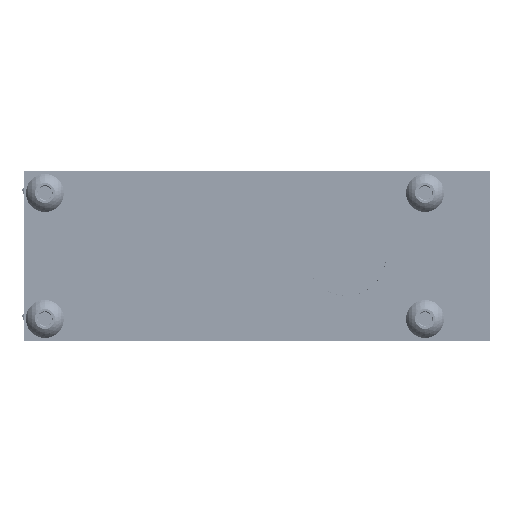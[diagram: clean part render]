
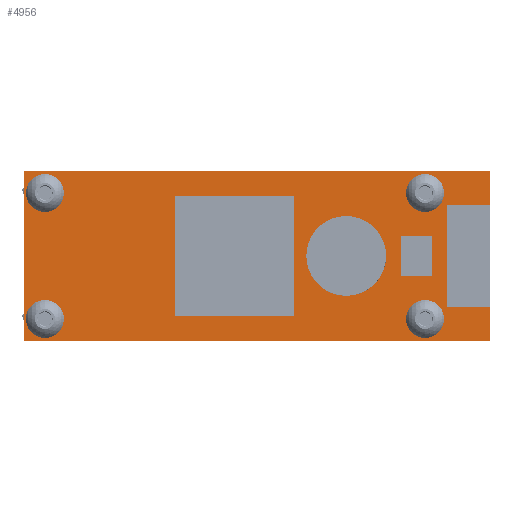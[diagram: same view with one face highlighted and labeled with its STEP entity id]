
A CAD part, top view. The second image highlights one B-rep face of the part: STEP entity #4956.
In plain terms, the highlighted face is planar.
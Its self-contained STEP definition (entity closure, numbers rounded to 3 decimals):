
#886=CIRCLE('',#6098,1.5);
#887=CIRCLE('',#6099,1.5);
#888=CIRCLE('',#6100,1.5);
#889=CIRCLE('',#6101,1.5);
#929=PLANE('',#6097);
#2391=ORIENTED_EDGE('',*,*,#3169,.T.);
#2392=ORIENTED_EDGE('',*,*,#3170,.T.);
#2393=ORIENTED_EDGE('',*,*,#3171,.F.);
#2394=ORIENTED_EDGE('',*,*,#3172,.F.);
#2395=ORIENTED_EDGE('',*,*,#3173,.F.);
#2396=ORIENTED_EDGE('',*,*,#3174,.F.);
#2397=ORIENTED_EDGE('',*,*,#3175,.T.);
#2398=ORIENTED_EDGE('',*,*,#3176,.T.);
#2399=ORIENTED_EDGE('',*,*,#3153,.T.);
#2400=ORIENTED_EDGE('',*,*,#3157,.T.);
#2401=ORIENTED_EDGE('',*,*,#3160,.T.);
#2402=ORIENTED_EDGE('',*,*,#3163,.T.);
#3153=EDGE_CURVE('',#3786,#3787,#4017,.T.);
#3157=EDGE_CURVE('',#3787,#3790,#4021,.T.);
#3160=EDGE_CURVE('',#3790,#3792,#4024,.T.);
#3163=EDGE_CURVE('',#3792,#3786,#4027,.T.);
#3169=EDGE_CURVE('',#3798,#3798,#886,.T.);
#3170=EDGE_CURVE('',#3799,#3799,#887,.T.);
#3171=EDGE_CURVE('',#3800,#3801,#4029,.T.);
#3172=EDGE_CURVE('',#3802,#3800,#4030,.T.);
#3173=EDGE_CURVE('',#3803,#3802,#4031,.T.);
#3174=EDGE_CURVE('',#3801,#3803,#4032,.T.);
#3175=EDGE_CURVE('',#3804,#3804,#888,.T.);
#3176=EDGE_CURVE('',#3805,#3805,#889,.T.);
#3786=VERTEX_POINT('',#16713);
#3787=VERTEX_POINT('',#16714);
#3790=VERTEX_POINT('',#16722);
#3792=VERTEX_POINT('',#16728);
#3798=VERTEX_POINT('',#16746);
#3799=VERTEX_POINT('',#16748);
#3800=VERTEX_POINT('',#16750);
#3801=VERTEX_POINT('',#16751);
#3802=VERTEX_POINT('',#16753);
#3803=VERTEX_POINT('',#16755);
#3804=VERTEX_POINT('',#16758);
#3805=VERTEX_POINT('',#16760);
#4017=LINE('',#16712,#4254);
#4021=LINE('',#16721,#4258);
#4024=LINE('',#16727,#4261);
#4027=LINE('',#16733,#4264);
#4029=LINE('',#16749,#4266);
#4030=LINE('',#16752,#4267);
#4031=LINE('',#16754,#4268);
#4032=LINE('',#16756,#4269);
#4254=VECTOR('',#6998,1000.);
#4258=VECTOR('',#7004,1000.);
#4261=VECTOR('',#7009,1000.);
#4264=VECTOR('',#7014,1000.);
#4266=VECTOR('',#7032,1000.);
#4267=VECTOR('',#7033,1000.);
#4268=VECTOR('',#7034,1000.);
#4269=VECTOR('',#7035,1000.);
#4497=EDGE_LOOP('',(#2391));
#4498=EDGE_LOOP('',(#2392));
#4499=EDGE_LOOP('',(#2393,#2394,#2395,#2396));
#4500=EDGE_LOOP('',(#2397));
#4501=EDGE_LOOP('',(#2398));
#4502=EDGE_LOOP('',(#2399,#2400,#2401,#2402));
#4727=FACE_BOUND('',#4497,.T.);
#4728=FACE_BOUND('',#4498,.T.);
#4729=FACE_BOUND('',#4499,.T.);
#4730=FACE_BOUND('',#4500,.T.);
#4731=FACE_BOUND('',#4501,.T.);
#4732=FACE_BOUND('',#4502,.T.);
#4956=ADVANCED_FACE('',(#4727,#4728,#4729,#4730,#4731,#4732),#929,.T.);
#6097=AXIS2_PLACEMENT_3D('',#16744,#7026,#7027);
#6098=AXIS2_PLACEMENT_3D('',#16745,#7028,#7029);
#6099=AXIS2_PLACEMENT_3D('',#16747,#7030,#7031);
#6100=AXIS2_PLACEMENT_3D('',#16757,#7036,#7037);
#6101=AXIS2_PLACEMENT_3D('',#16759,#7038,#7039);
#6998=DIRECTION('',(0.,-1.,0.));
#7004=DIRECTION('',(-1.,0.,0.));
#7009=DIRECTION('',(0.,1.,0.));
#7014=DIRECTION('',(1.,0.,0.));
#7026=DIRECTION('',(0.,0.,-1.));
#7027=DIRECTION('',(-1.,0.,0.));
#7028=DIRECTION('',(0.,0.,1.));
#7029=DIRECTION('',(1.,0.,0.));
#7030=DIRECTION('',(0.,0.,1.));
#7031=DIRECTION('',(1.,0.,0.));
#7032=DIRECTION('',(0.,-1.,0.));
#7033=DIRECTION('',(1.,0.,0.));
#7034=DIRECTION('',(0.,1.,0.));
#7035=DIRECTION('',(-1.,0.,0.));
#7036=DIRECTION('',(0.,0.,1.));
#7037=DIRECTION('',(1.,0.,0.));
#7038=DIRECTION('',(0.,0.,1.));
#7039=DIRECTION('',(1.,0.,0.));
#16712=CARTESIAN_POINT('',(69.96,25.52,0.));
#16713=CARTESIAN_POINT('',(69.96,25.52,0.));
#16714=CARTESIAN_POINT('',(69.96,0.,0.));
#16721=CARTESIAN_POINT('',(69.96,0.,0.));
#16722=CARTESIAN_POINT('',(0.,0.,0.));
#16727=CARTESIAN_POINT('',(0.,0.,0.));
#16728=CARTESIAN_POINT('',(0.,25.52,0.));
#16733=CARTESIAN_POINT('',(0.,25.52,0.));
#16744=CARTESIAN_POINT('',(0.,0.,0.));
#16745=CARTESIAN_POINT('',(60.21,3.3,0.));
#16746=CARTESIAN_POINT('',(61.71,3.3,0.));
#16747=CARTESIAN_POINT('',(60.21,22.22,0.));
#16748=CARTESIAN_POINT('',(61.71,22.22,0.));
#16749=CARTESIAN_POINT('',(40.49,21.71,0.));
#16750=CARTESIAN_POINT('',(40.49,21.71,0.));
#16751=CARTESIAN_POINT('',(40.49,3.81,0.));
#16752=CARTESIAN_POINT('',(22.59,21.71,0.));
#16753=CARTESIAN_POINT('',(22.59,21.71,0.));
#16754=CARTESIAN_POINT('',(22.59,3.81,0.));
#16755=CARTESIAN_POINT('',(22.59,3.81,0.));
#16756=CARTESIAN_POINT('',(40.49,3.81,0.));
#16757=CARTESIAN_POINT('',(3.1,22.22,0.));
#16758=CARTESIAN_POINT('',(4.6,22.22,0.));
#16759=CARTESIAN_POINT('',(3.1,3.3,0.));
#16760=CARTESIAN_POINT('',(4.6,3.3,0.));
